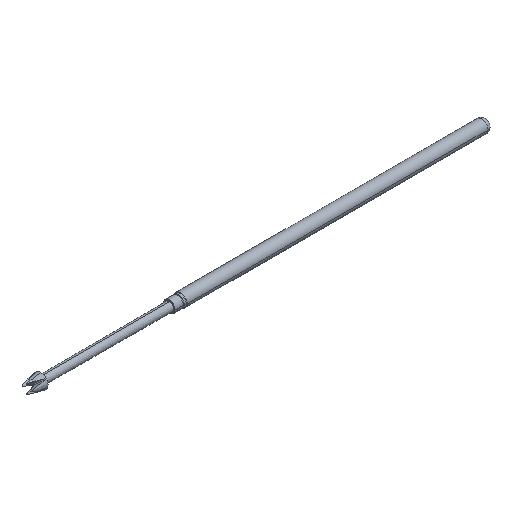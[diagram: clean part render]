
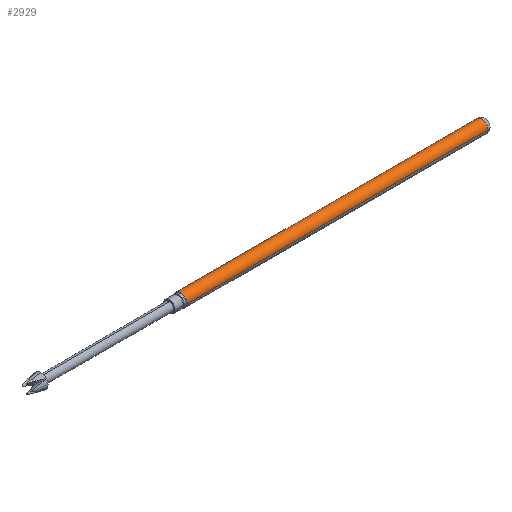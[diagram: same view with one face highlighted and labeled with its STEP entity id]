
A CAD part, isometric view. The second image highlights one B-rep face of the part: STEP entity #2929.
In plain terms, the highlighted cylindrical face has radius 0.51 mm (diameter 1.021 mm), a partial arc.
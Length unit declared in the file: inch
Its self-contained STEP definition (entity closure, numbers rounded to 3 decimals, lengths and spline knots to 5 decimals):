
#21 = VECTOR ( 'NONE', #522, 39.37008 ) ;
#65 = EDGE_CURVE ( 'NONE', #290, #3266, #3092, .T. ) ;
#93 = EDGE_CURVE ( 'NONE', #780, #290, #1862, .T. ) ;
#120 = EDGE_CURVE ( 'NONE', #967, #3266, #3501, .T. ) ;
#228 = ORIENTED_EDGE ( 'NONE', *, *, #93, .T. ) ;
#290 = VERTEX_POINT ( 'NONE', #888 ) ;
#522 = DIRECTION ( 'NONE',  ( -1., 0., 0. ) ) ;
#780 = VERTEX_POINT ( 'NONE', #2252 ) ;
#831 = DIRECTION ( 'NONE',  ( 0., 1., 0. ) ) ;
#888 = CARTESIAN_POINT ( 'NONE',  ( 0.036, 0.0201, 0. ) ) ;
#967 = VERTEX_POINT ( 'NONE', #1897 ) ;
#1030 = EDGE_LOOP ( 'NONE', ( #1398, #228, #1891, #3097 ) ) ;
#1102 = EDGE_CURVE ( 'NONE', #967, #780, #2611, .T. ) ;
#1327 = CARTESIAN_POINT ( 'NONE',  ( 0., 0., 0. ) ) ;
#1398 = ORIENTED_EDGE ( 'NONE', *, *, #1102, .T. ) ;
#1586 = FACE_OUTER_BOUND ( 'NONE', #1030, .T. ) ;
#1655 = AXIS2_PLACEMENT_3D ( 'NONE', #4018, #1723, #3934 ) ;
#1723 = DIRECTION ( 'NONE',  ( -1., 0., 0. ) ) ;
#1855 = AXIS2_PLACEMENT_3D ( 'NONE', #3835, #2177, #831 ) ;
#1862 = LINE ( 'NONE', #2139, #2468 ) ;
#1891 = ORIENTED_EDGE ( 'NONE', *, *, #65, .T. ) ;
#1897 = CARTESIAN_POINT ( 'NONE',  ( 0.98552, -0.0201, 0. ) ) ;
#1995 = DIRECTION ( 'NONE',  ( -1., 0., 0. ) ) ;
#2139 = CARTESIAN_POINT ( 'NONE',  ( 0., 0.0201, 0. ) ) ;
#2177 = DIRECTION ( 'NONE',  ( 1., 0., 0. ) ) ;
#2250 = DIRECTION ( 'NONE',  ( 0., -1., 0. ) ) ;
#2252 = CARTESIAN_POINT ( 'NONE',  ( 0.98552, 0.0201, 0. ) ) ;
#2290 = CARTESIAN_POINT ( 'NONE',  ( 0.036, -0.0201, 0. ) ) ;
#2468 = VECTOR ( 'NONE', #3772, 39.37008 ) ;
#2611 = CIRCLE ( 'NONE', #1655, 0.0201 ) ;
#2850 = CARTESIAN_POINT ( 'NONE',  ( 0., -0.0201, 0. ) ) ;
#2929 = ADVANCED_FACE ( 'NONE', ( #1586 ), #3605, .T. ) ;
#3092 = CIRCLE ( 'NONE', #1855, 0.0201 ) ;
#3097 = ORIENTED_EDGE ( 'NONE', *, *, #120, .F. ) ;
#3266 = VERTEX_POINT ( 'NONE', #2290 ) ;
#3501 = LINE ( 'NONE', #2850, #21 ) ;
#3605 = CYLINDRICAL_SURFACE ( 'NONE', #3913, 0.0201 ) ;
#3772 = DIRECTION ( 'NONE',  ( -1., 0., 0. ) ) ;
#3835 = CARTESIAN_POINT ( 'NONE',  ( 0.036, 0., 0. ) ) ;
#3913 = AXIS2_PLACEMENT_3D ( 'NONE', #1327, #1995, #2250 ) ;
#3934 = DIRECTION ( 'NONE',  ( 0., -1., 0. ) ) ;
#4018 = CARTESIAN_POINT ( 'NONE',  ( 0.98552, 0., 0. ) ) ;
